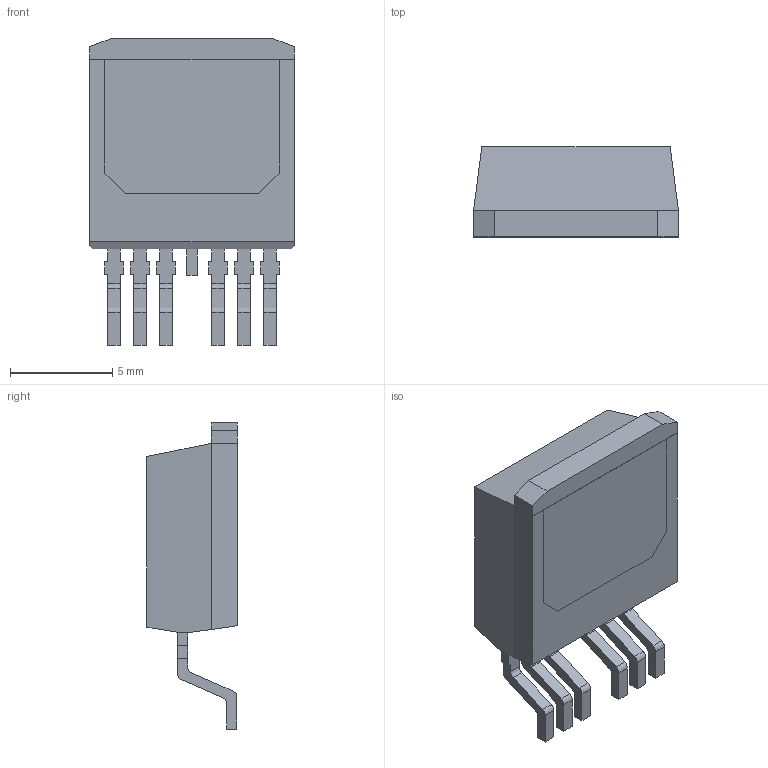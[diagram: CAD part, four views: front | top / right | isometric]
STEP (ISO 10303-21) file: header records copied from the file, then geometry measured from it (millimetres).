
FILE_DESCRIPTION (( 'STEP AP214' ), '1' );
FILE_NAME ('IPB180N10S402ATMA1.STEP', '2022-09-16T11:04:01', ( '' ), ( '' ), 'SwSTEP 2.0', 'SolidWorks 2018', '' );
FILE_SCHEMA (( 'AUTOMOTIVE_DESIGN' ));
Length unit declared in the file: millimetre
Products named in the file (1): IPB180N10S402ATMA1
Bounding box: 10 x 4.4 x 14.95 mm (x, y, z)
Volume: 401.5 mm3; surface area: 473.7 mm2
Topology: 9 solids, 9 shells, 161 faces, 428 edges, 286 vertices
Faces by surface type: plane 135, cylinder 26
Entity records: 6673 total; most frequent: CARTESIAN_POINT 876, ORIENTED_EDGE 856, DIRECTION 804, EDGE_CURVE 428, LINE 376, VECTOR 376, VERTEX_POINT 286, AXIS2_PLACEMENT_3D 214
